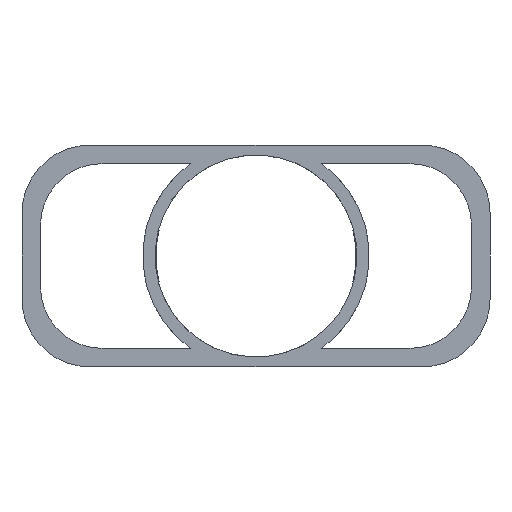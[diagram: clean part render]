
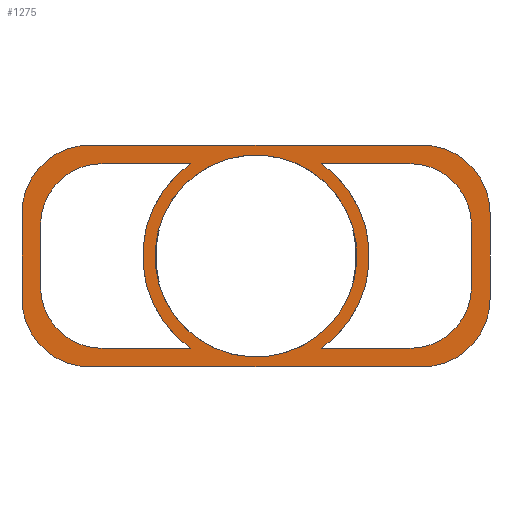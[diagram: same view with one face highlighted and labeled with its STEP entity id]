
A CAD part, left-side view. The second image highlights one B-rep face of the part: STEP entity #1275.
In plain terms, the highlighted planar face has unit normal (-1, 0, 0).
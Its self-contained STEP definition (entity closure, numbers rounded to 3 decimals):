
#52=FACE_BOUND('',#228,.T.);
#53=FACE_BOUND('',#229,.T.);
#54=FACE_BOUND('',#230,.T.);
#76=PLANE('',#1446);
#139=FACE_OUTER_BOUND('',#227,.T.);
#227=EDGE_LOOP('',(#1161,#1162,#1163,#1164,#1165,#1166,#1167,#1168));
#228=EDGE_LOOP('',(#1169,#1170,#1171,#1172,#1173,#1174));
#229=EDGE_LOOP('',(#1175,#1176,#1177,#1178,#1179,#1180));
#230=EDGE_LOOP('',(#1181,#1182,#1183));
#234=LINE('',#1868,#325);
#238=LINE('',#1883,#329);
#296=LINE('',#2153,#387);
#297=LINE('',#2155,#388);
#299=LINE('',#2160,#390);
#303=LINE('',#2171,#394);
#305=LINE('',#2178,#396);
#309=LINE('',#2187,#400);
#312=LINE('',#2195,#403);
#315=LINE('',#2205,#406);
#318=LINE('',#2213,#409);
#321=LINE('',#2221,#412);
#325=VECTOR('',#1460,10.);
#329=VECTOR('',#1472,10.);
#387=VECTOR('',#1768,10.);
#388=VECTOR('',#1771,10.);
#390=VECTOR('',#1775,10.);
#394=VECTOR('',#1789,10.);
#396=VECTOR('',#1797,10.);
#400=VECTOR('',#1807,10.);
#403=VECTOR('',#1816,10.);
#406=VECTOR('',#1829,10.);
#409=VECTOR('',#1838,10.);
#412=VECTOR('',#1847,10.);
#450=CIRCLE('',#1344,82.);
#497=CIRCLE('',#1420,50.);
#498=CIRCLE('',#1422,92.);
#499=CIRCLE('',#1425,50.);
#500=CIRCLE('',#1428,92.);
#501=CIRCLE('',#1431,50.);
#502=CIRCLE('',#1434,50.);
#503=CIRCLE('',#1436,55.);
#504=CIRCLE('',#1439,55.);
#505=CIRCLE('',#1442,55.);
#506=CIRCLE('',#1445,55.);
#511=VERTEX_POINT('',#1865);
#512=VERTEX_POINT('',#1867);
#518=VERTEX_POINT('',#1880);
#519=VERTEX_POINT('',#1882);
#576=VERTEX_POINT('',#2022);
#577=VERTEX_POINT('',#2024);
#612=VERTEX_POINT('',#2151);
#613=VERTEX_POINT('',#2157);
#614=VERTEX_POINT('',#2159);
#615=VERTEX_POINT('',#2165);
#616=VERTEX_POINT('',#2169);
#617=VERTEX_POINT('',#2175);
#618=VERTEX_POINT('',#2177);
#619=VERTEX_POINT('',#2181);
#620=VERTEX_POINT('',#2185);
#621=VERTEX_POINT('',#2189);
#622=VERTEX_POINT('',#2193);
#623=VERTEX_POINT('',#2199);
#624=VERTEX_POINT('',#2203);
#625=VERTEX_POINT('',#2207);
#626=VERTEX_POINT('',#2211);
#627=VERTEX_POINT('',#2215);
#628=VERTEX_POINT('',#2219);
#634=EDGE_CURVE('',#511,#512,#234,.F.);
#641=EDGE_CURVE('',#518,#519,#238,.T.);
#711=EDGE_CURVE('',#576,#577,#450,.T.);
#778=EDGE_CURVE('',#612,#576,#296,.T.);
#779=EDGE_CURVE('',#577,#612,#297,.T.);
#781=EDGE_CURVE('',#613,#614,#299,.T.);
#783=EDGE_CURVE('',#519,#613,#497,.T.);
#785=EDGE_CURVE('',#615,#518,#498,.T.);
#787=EDGE_CURVE('',#616,#615,#303,.T.);
#788=EDGE_CURVE('',#614,#616,#499,.T.);
#790=EDGE_CURVE('',#617,#618,#305,.T.);
#793=EDGE_CURVE('',#619,#617,#500,.T.);
#795=EDGE_CURVE('',#620,#619,#309,.T.);
#797=EDGE_CURVE('',#621,#620,#501,.T.);
#799=EDGE_CURVE('',#622,#621,#312,.T.);
#800=EDGE_CURVE('',#618,#622,#502,.T.);
#802=EDGE_CURVE('',#623,#511,#503,.F.);
#804=EDGE_CURVE('',#624,#623,#315,.F.);
#806=EDGE_CURVE('',#625,#624,#504,.F.);
#808=EDGE_CURVE('',#626,#625,#318,.F.);
#810=EDGE_CURVE('',#627,#626,#505,.F.);
#812=EDGE_CURVE('',#628,#627,#321,.F.);
#813=EDGE_CURVE('',#512,#628,#506,.F.);
#1161=ORIENTED_EDGE('',*,*,#634,.F.);
#1162=ORIENTED_EDGE('',*,*,#802,.F.);
#1163=ORIENTED_EDGE('',*,*,#804,.F.);
#1164=ORIENTED_EDGE('',*,*,#806,.F.);
#1165=ORIENTED_EDGE('',*,*,#808,.F.);
#1166=ORIENTED_EDGE('',*,*,#810,.F.);
#1167=ORIENTED_EDGE('',*,*,#812,.F.);
#1168=ORIENTED_EDGE('',*,*,#813,.F.);
#1169=ORIENTED_EDGE('',*,*,#800,.F.);
#1170=ORIENTED_EDGE('',*,*,#790,.F.);
#1171=ORIENTED_EDGE('',*,*,#793,.F.);
#1172=ORIENTED_EDGE('',*,*,#795,.F.);
#1173=ORIENTED_EDGE('',*,*,#797,.F.);
#1174=ORIENTED_EDGE('',*,*,#799,.F.);
#1175=ORIENTED_EDGE('',*,*,#788,.F.);
#1176=ORIENTED_EDGE('',*,*,#781,.F.);
#1177=ORIENTED_EDGE('',*,*,#783,.F.);
#1178=ORIENTED_EDGE('',*,*,#641,.F.);
#1179=ORIENTED_EDGE('',*,*,#785,.F.);
#1180=ORIENTED_EDGE('',*,*,#787,.F.);
#1181=ORIENTED_EDGE('',*,*,#711,.F.);
#1182=ORIENTED_EDGE('',*,*,#778,.F.);
#1183=ORIENTED_EDGE('',*,*,#779,.F.);
#1275=ADVANCED_FACE('',(#139,#52,#53,#54),#76,.T.);
#1344=AXIS2_PLACEMENT_3D('',#2025,#1602,#1603);
#1420=AXIS2_PLACEMENT_3D('',#2163,#1779,#1780);
#1422=AXIS2_PLACEMENT_3D('',#2167,#1784,#1785);
#1425=AXIS2_PLACEMENT_3D('',#2173,#1792,#1793);
#1428=AXIS2_PLACEMENT_3D('',#2183,#1802,#1803);
#1431=AXIS2_PLACEMENT_3D('',#2191,#1811,#1812);
#1434=AXIS2_PLACEMENT_3D('',#2197,#1819,#1820);
#1436=AXIS2_PLACEMENT_3D('',#2201,#1824,#1825);
#1439=AXIS2_PLACEMENT_3D('',#2209,#1833,#1834);
#1442=AXIS2_PLACEMENT_3D('',#2217,#1842,#1843);
#1445=AXIS2_PLACEMENT_3D('',#2223,#1850,#1851);
#1446=AXIS2_PLACEMENT_3D('',#2224,#1852,#1853);
#1460=DIRECTION('',(0.,-1.,0.));
#1472=DIRECTION('',(0.,-1.,0.));
#1602=DIRECTION('center_axis',(-1.,0.,0.));
#1603=DIRECTION('ref_axis',(0.,1.,0.));
#1768=DIRECTION('',(0.,-1.,0.));
#1771=DIRECTION('',(0.,0.,-1.));
#1775=DIRECTION('',(0.,0.,1.));
#1779=DIRECTION('center_axis',(-1.,0.,0.));
#1780=DIRECTION('ref_axis',(0.,0.,-1.));
#1784=DIRECTION('center_axis',(1.,0.,0.));
#1785=DIRECTION('ref_axis',(0.,1.,0.));
#1789=DIRECTION('',(0.,1.,0.));
#1792=DIRECTION('center_axis',(-1.,0.,0.));
#1793=DIRECTION('ref_axis',(0.,-1.,0.));
#1797=DIRECTION('',(0.,1.,0.));
#1802=DIRECTION('center_axis',(1.,0.,0.));
#1803=DIRECTION('ref_axis',(0.,1.,0.));
#1807=DIRECTION('',(0.,-1.,0.));
#1811=DIRECTION('center_axis',(-1.,0.,0.));
#1812=DIRECTION('ref_axis',(0.,1.,0.));
#1816=DIRECTION('',(0.,0.,-1.));
#1819=DIRECTION('center_axis',(-1.,0.,0.));
#1820=DIRECTION('ref_axis',(0.,0.,1.));
#1824=DIRECTION('center_axis',(-1.,0.,0.));
#1825=DIRECTION('ref_axis',(0.,0.,-1.));
#1829=DIRECTION('',(0.,0.,1.));
#1833=DIRECTION('center_axis',(-1.,0.,0.));
#1834=DIRECTION('ref_axis',(0.,-1.,0.));
#1838=DIRECTION('',(0.,1.,0.));
#1842=DIRECTION('center_axis',(-1.,0.,0.));
#1843=DIRECTION('ref_axis',(0.,0.,1.));
#1847=DIRECTION('',(0.,0.,-1.));
#1850=DIRECTION('center_axis',(-1.,0.,0.));
#1851=DIRECTION('ref_axis',(0.,1.,0.));
#1852=DIRECTION('center_axis',(-1.,0.,0.));
#1853=DIRECTION('ref_axis',(0.,1.,0.));
#1865=CARTESIAN_POINT('',(437.5,-135.,-90.));
#1867=CARTESIAN_POINT('',(437.5,135.,-90.));
#1868=CARTESIAN_POINT('',(437.5,-67.5,-90.));
#1880=CARTESIAN_POINT('',(437.5,-53.282,-75.));
#1882=CARTESIAN_POINT('',(437.5,-125.,-75.));
#1883=CARTESIAN_POINT('',(437.5,-125.,-75.));
#2022=CARTESIAN_POINT('',(437.5,18.,-80.));
#2024=CARTESIAN_POINT('',(437.5,20.,-79.524));
#2025=CARTESIAN_POINT('Origin',(437.5,0.,0.));
#2151=CARTESIAN_POINT('',(437.5,20.,-80.));
#2153=CARTESIAN_POINT('',(437.5,15.,-80.));
#2155=CARTESIAN_POINT('',(437.5,20.,-79.524));
#2157=CARTESIAN_POINT('',(437.5,-175.,-25.));
#2159=CARTESIAN_POINT('',(437.5,-175.,25.));
#2160=CARTESIAN_POINT('',(437.5,-175.,25.));
#2163=CARTESIAN_POINT('Origin',(437.5,-125.,-25.));
#2165=CARTESIAN_POINT('',(437.5,-53.282,75.));
#2167=CARTESIAN_POINT('Origin',(437.5,0.,0.));
#2169=CARTESIAN_POINT('',(437.5,-125.,75.));
#2171=CARTESIAN_POINT('',(437.5,-33.151,75.));
#2173=CARTESIAN_POINT('Origin',(437.5,-125.,25.));
#2175=CARTESIAN_POINT('',(437.5,53.282,75.));
#2177=CARTESIAN_POINT('',(437.5,125.,75.));
#2178=CARTESIAN_POINT('',(437.5,125.,75.));
#2181=CARTESIAN_POINT('',(437.5,53.282,-75.));
#2183=CARTESIAN_POINT('Origin',(437.5,0.,0.));
#2185=CARTESIAN_POINT('',(437.5,125.,-75.));
#2187=CARTESIAN_POINT('',(437.5,33.151,-75.));
#2189=CARTESIAN_POINT('',(437.5,175.,-25.));
#2191=CARTESIAN_POINT('Origin',(437.5,125.,-25.));
#2193=CARTESIAN_POINT('',(437.5,175.,25.));
#2195=CARTESIAN_POINT('',(437.5,175.,-25.));
#2197=CARTESIAN_POINT('Origin',(437.5,125.,25.));
#2199=CARTESIAN_POINT('',(437.5,-190.,-35.));
#2201=CARTESIAN_POINT('Origin',(437.5,-135.,-35.));
#2203=CARTESIAN_POINT('',(437.5,-190.,35.));
#2205=CARTESIAN_POINT('',(437.5,-190.,17.5));
#2207=CARTESIAN_POINT('',(437.5,-135.,90.));
#2209=CARTESIAN_POINT('Origin',(437.5,-135.,35.));
#2211=CARTESIAN_POINT('',(437.5,135.,90.));
#2213=CARTESIAN_POINT('',(437.5,67.5,90.));
#2215=CARTESIAN_POINT('',(437.5,190.,35.));
#2217=CARTESIAN_POINT('Origin',(437.5,135.,35.));
#2219=CARTESIAN_POINT('',(437.5,190.,-35.));
#2221=CARTESIAN_POINT('',(437.5,190.,-17.5));
#2223=CARTESIAN_POINT('Origin',(437.5,135.,-35.));
#2224=CARTESIAN_POINT('Origin',(437.5,0.,0.));
